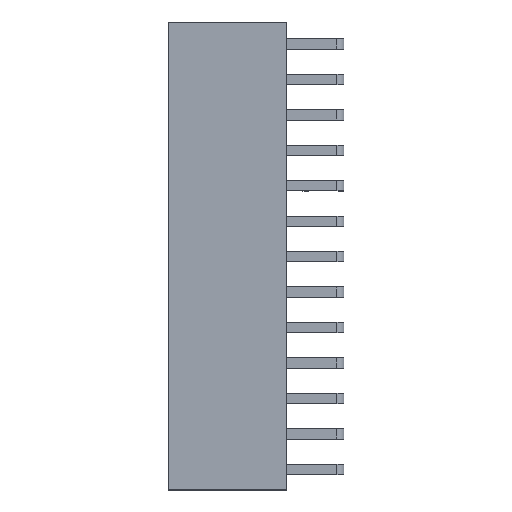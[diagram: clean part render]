
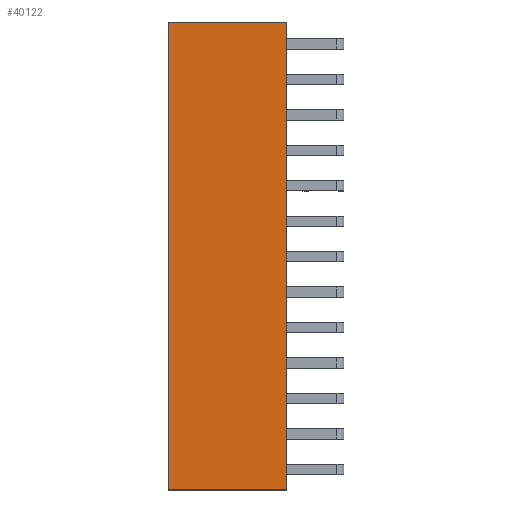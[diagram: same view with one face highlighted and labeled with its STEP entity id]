
A CAD part, top view. The second image highlights one B-rep face of the part: STEP entity #40122.
In plain terms, the highlighted face is planar.
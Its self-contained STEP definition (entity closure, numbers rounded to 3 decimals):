
#4244=ORIENTED_EDGE('',*,*,#11676,.T.);
#4245=ORIENTED_EDGE('',*,*,#11677,.T.);
#4246=ORIENTED_EDGE('',*,*,#11678,.T.);
#4247=ORIENTED_EDGE('',*,*,#11679,.T.);
#11676=EDGE_CURVE('',#15158,#15159,#18190,.T.);
#11677=EDGE_CURVE('',#15159,#15160,#18191,.T.);
#11678=EDGE_CURVE('',#15160,#15161,#18192,.T.);
#11679=EDGE_CURVE('',#15161,#15158,#18193,.T.);
#15158=VERTEX_POINT('',#56311);
#15159=VERTEX_POINT('',#56312);
#15160=VERTEX_POINT('',#56314);
#15161=VERTEX_POINT('',#56316);
#18190=LINE('',#56310,#21828);
#18191=LINE('',#56313,#21829);
#18192=LINE('',#56315,#21830);
#18193=LINE('',#56317,#21831);
#21828=VECTOR('',#47028,1000.);
#21829=VECTOR('',#47029,1000.);
#21830=VECTOR('',#47030,1000.);
#21831=VECTOR('',#47031,1000.);
#23692=EDGE_LOOP('',(#4244,#4245,#4246,#4247));
#25392=FACE_BOUND('',#23692,.T.);
#27092=PLANE('',#41881);
#40122=ADVANCED_FACE('',(#25392),#27092,.T.);
#41881=AXIS2_PLACEMENT_3D('',#56309,#47026,#47027);
#47026=DIRECTION('',(0.,1.,0.));
#47027=DIRECTION('',(0.,0.,1.));
#47028=DIRECTION('',(0.,0.,1.));
#47029=DIRECTION('',(1.,0.,0.));
#47030=DIRECTION('',(0.,0.,-1.));
#47031=DIRECTION('',(-1.,0.,0.));
#56309=CARTESIAN_POINT('',(0.,2.5,0.));
#56310=CARTESIAN_POINT('',(-16.76,2.5,-4.25));
#56311=CARTESIAN_POINT('',(-16.76,2.5,-4.25));
#56312=CARTESIAN_POINT('',(-16.76,2.5,4.25));
#56313=CARTESIAN_POINT('',(-16.76,2.5,4.25));
#56314=CARTESIAN_POINT('',(16.76,2.5,4.25));
#56315=CARTESIAN_POINT('',(16.76,2.5,4.25));
#56316=CARTESIAN_POINT('',(16.76,2.5,-4.25));
#56317=CARTESIAN_POINT('',(16.76,2.5,-4.25));
